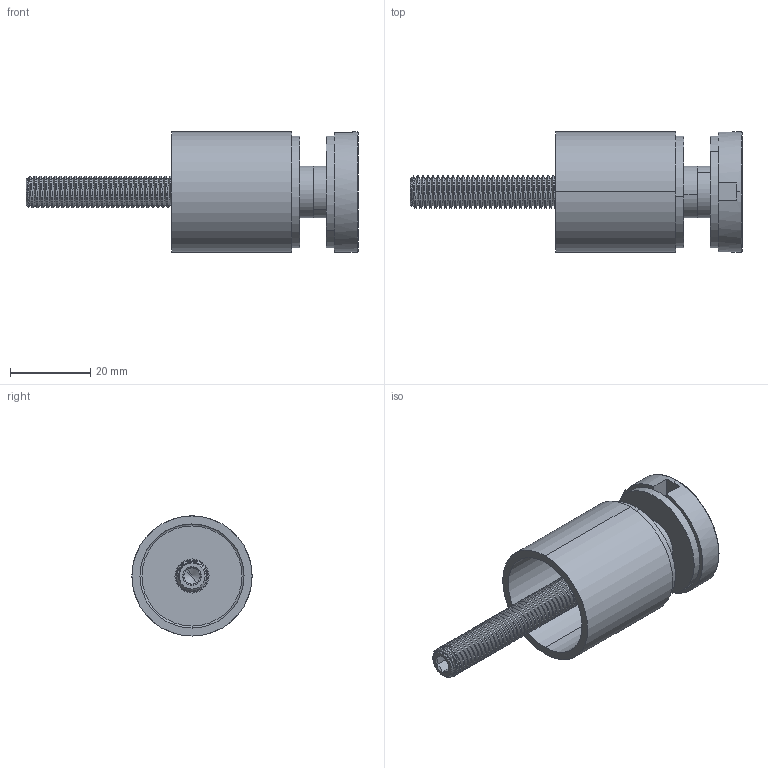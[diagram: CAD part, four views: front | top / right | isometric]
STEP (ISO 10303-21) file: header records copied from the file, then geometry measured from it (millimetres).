
FILE_DESCRIPTION (( 'STEP AP203' ), '1' );
FILE_NAME ('A_0746-300.STEP', '2019-04-24T12:35:26', ( '' ), ( '' ), 'SwSTEP 2.0', 'SolidWorks 2018', '' );
FILE_SCHEMA (( 'CONFIG_CONTROL_DESIGN' ));
Length unit declared in the file: millimetre
Products named in the file (5): A_0746-300.P2; A_0746-300; skrutka DIN 913_M8x80_A2-70_RENDER; A_0746-300.P1; A_0746-300.P3
Assembly tree (5 placements, depth 2):
  A_0746-300
    A_0746-300.P1
    A_0746-300.P2
    A_0746-300.P3  x2
    skrutka DIN 913_M8x80_A2-70_RENDER
Bounding box: 82.9 x 30 x 30 mm (x, y, z)
Volume: 16277 mm3; surface area: 15375.2 mm2
Topology: 5 solids, 5 shells, 206 faces, 546 edges, 353 vertices
Faces by surface type: cylinder 152, plane 32, cone 16, torus 4, bspline 2
Entity records: 11856 total; most frequent: CARTESIAN_POINT 7134, ORIENTED_EDGE 1048, DIRECTION 731, EDGE_CURVE 524, VERTEX_POINT 341, AXIS2_PLACEMENT_3D 273, EDGE_LOOP 207, FACE_OUTER_BOUND 197
